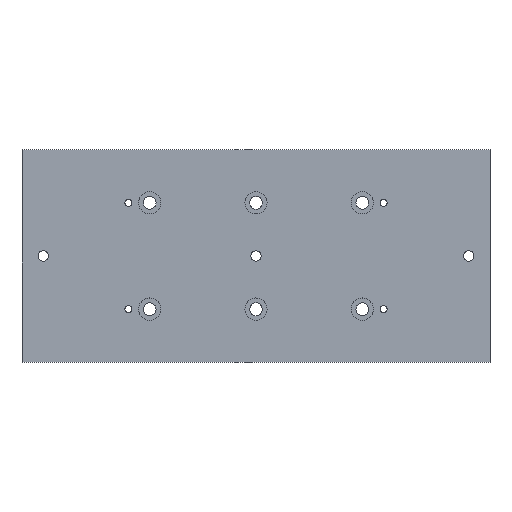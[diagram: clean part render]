
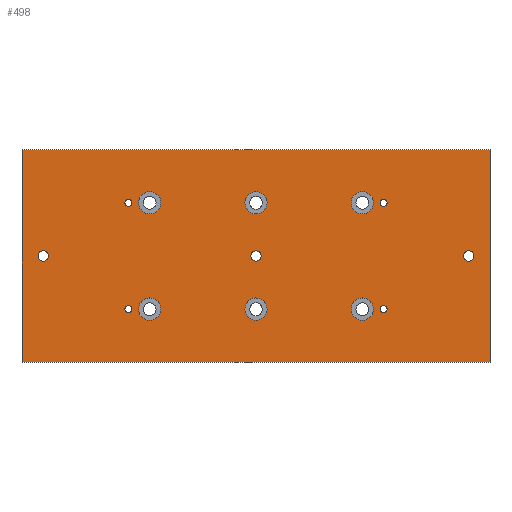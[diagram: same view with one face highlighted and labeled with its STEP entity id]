
A CAD part, top view. The second image highlights one B-rep face of the part: STEP entity #498.
In plain terms, the highlighted planar face has unit normal (0, 0, 1).
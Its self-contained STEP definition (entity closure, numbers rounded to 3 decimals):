
#17=LINE('',#831,#29);
#20=LINE('',#837,#32);
#23=LINE('',#843,#35);
#26=LINE('',#847,#38);
#29=VECTOR('',#702,100.);
#32=VECTOR('',#707,220.);
#35=VECTOR('',#712,100.);
#38=VECTOR('',#717,220.);
#96=FACE_BOUND('',#209,.T.);
#97=FACE_BOUND('',#210,.T.);
#98=FACE_BOUND('',#211,.T.);
#99=FACE_BOUND('',#212,.T.);
#100=FACE_BOUND('',#213,.T.);
#101=FACE_BOUND('',#214,.T.);
#102=FACE_BOUND('',#215,.T.);
#103=FACE_BOUND('',#216,.T.);
#104=FACE_BOUND('',#217,.T.);
#105=FACE_BOUND('',#218,.T.);
#106=FACE_BOUND('',#219,.T.);
#107=FACE_BOUND('',#220,.T.);
#108=FACE_BOUND('',#221,.T.);
#139=FACE_OUTER_BOUND('',#208,.T.);
#208=EDGE_LOOP('',(#439,#440,#441,#442));
#209=EDGE_LOOP('',(#443));
#210=EDGE_LOOP('',(#444));
#211=EDGE_LOOP('',(#445));
#212=EDGE_LOOP('',(#446));
#213=EDGE_LOOP('',(#447));
#214=EDGE_LOOP('',(#448));
#215=EDGE_LOOP('',(#449));
#216=EDGE_LOOP('',(#450));
#217=EDGE_LOOP('',(#451));
#218=EDGE_LOOP('',(#452));
#219=EDGE_LOOP('',(#453));
#220=EDGE_LOOP('',(#454));
#221=EDGE_LOOP('',(#455));
#224=CIRCLE('',#505,5.25);
#228=CIRCLE('',#512,5.25);
#232=CIRCLE('',#519,5.25);
#236=CIRCLE('',#526,5.25);
#240=CIRCLE('',#533,5.25);
#244=CIRCLE('',#540,5.25);
#247=CIRCLE('',#545,2.459);
#249=CIRCLE('',#548,2.459);
#251=CIRCLE('',#551,2.459);
#253=CIRCLE('',#554,1.621);
#255=CIRCLE('',#557,1.621);
#257=CIRCLE('',#560,1.621);
#259=CIRCLE('',#563,1.621);
#262=VERTEX_POINT('',#729);
#266=VERTEX_POINT('',#740);
#270=VERTEX_POINT('',#751);
#274=VERTEX_POINT('',#762);
#278=VERTEX_POINT('',#773);
#282=VERTEX_POINT('',#784);
#285=VERTEX_POINT('',#792);
#287=VERTEX_POINT('',#797);
#289=VERTEX_POINT('',#802);
#291=VERTEX_POINT('',#807);
#293=VERTEX_POINT('',#812);
#295=VERTEX_POINT('',#817);
#297=VERTEX_POINT('',#822);
#300=VERTEX_POINT('',#828);
#301=VERTEX_POINT('',#830);
#303=VERTEX_POINT('',#836);
#305=VERTEX_POINT('',#842);
#308=EDGE_CURVE('',#262,#262,#224,.T.);
#312=EDGE_CURVE('',#266,#266,#228,.T.);
#316=EDGE_CURVE('',#270,#270,#232,.T.);
#320=EDGE_CURVE('',#274,#274,#236,.T.);
#324=EDGE_CURVE('',#278,#278,#240,.T.);
#328=EDGE_CURVE('',#282,#282,#244,.T.);
#331=EDGE_CURVE('',#285,#285,#247,.T.);
#333=EDGE_CURVE('',#287,#287,#249,.T.);
#335=EDGE_CURVE('',#289,#289,#251,.T.);
#337=EDGE_CURVE('',#291,#291,#253,.T.);
#339=EDGE_CURVE('',#293,#293,#255,.T.);
#341=EDGE_CURVE('',#295,#295,#257,.T.);
#343=EDGE_CURVE('',#297,#297,#259,.T.);
#346=EDGE_CURVE('',#301,#300,#17,.T.);
#349=EDGE_CURVE('',#303,#301,#20,.T.);
#352=EDGE_CURVE('',#305,#303,#23,.T.);
#355=EDGE_CURVE('',#300,#305,#26,.T.);
#439=ORIENTED_EDGE('',*,*,#355,.T.);
#440=ORIENTED_EDGE('',*,*,#352,.T.);
#441=ORIENTED_EDGE('',*,*,#349,.T.);
#442=ORIENTED_EDGE('',*,*,#346,.T.);
#443=ORIENTED_EDGE('',*,*,#308,.T.);
#444=ORIENTED_EDGE('',*,*,#312,.T.);
#445=ORIENTED_EDGE('',*,*,#316,.T.);
#446=ORIENTED_EDGE('',*,*,#320,.T.);
#447=ORIENTED_EDGE('',*,*,#324,.T.);
#448=ORIENTED_EDGE('',*,*,#328,.T.);
#449=ORIENTED_EDGE('',*,*,#331,.T.);
#450=ORIENTED_EDGE('',*,*,#333,.T.);
#451=ORIENTED_EDGE('',*,*,#335,.T.);
#452=ORIENTED_EDGE('',*,*,#337,.T.);
#453=ORIENTED_EDGE('',*,*,#339,.T.);
#454=ORIENTED_EDGE('',*,*,#341,.T.);
#455=ORIENTED_EDGE('',*,*,#343,.T.);
#467=PLANE('',#569);
#498=ADVANCED_FACE('',(#139,#96,#97,#98,#99,#100,#101,#102,#103,#104,#105,
#106,#107,#108),#467,.T.);
#505=AXIS2_PLACEMENT_3D('',#730,#580,#581);
#512=AXIS2_PLACEMENT_3D('',#741,#594,#595);
#519=AXIS2_PLACEMENT_3D('',#752,#608,#609);
#526=AXIS2_PLACEMENT_3D('',#763,#622,#623);
#533=AXIS2_PLACEMENT_3D('',#774,#636,#637);
#540=AXIS2_PLACEMENT_3D('',#785,#650,#651);
#545=AXIS2_PLACEMENT_3D('',#793,#660,#661);
#548=AXIS2_PLACEMENT_3D('',#798,#666,#667);
#551=AXIS2_PLACEMENT_3D('',#803,#672,#673);
#554=AXIS2_PLACEMENT_3D('',#808,#678,#679);
#557=AXIS2_PLACEMENT_3D('',#813,#684,#685);
#560=AXIS2_PLACEMENT_3D('',#818,#690,#691);
#563=AXIS2_PLACEMENT_3D('',#823,#696,#697);
#569=AXIS2_PLACEMENT_3D('',#849,#720,#721);
#580=DIRECTION('center_axis',(0.,0.,-1.));
#581=DIRECTION('ref_axis',(1.,0.,0.));
#594=DIRECTION('center_axis',(0.,0.,-1.));
#595=DIRECTION('ref_axis',(1.,0.,0.));
#608=DIRECTION('center_axis',(0.,0.,-1.));
#609=DIRECTION('ref_axis',(1.,0.,0.));
#622=DIRECTION('center_axis',(0.,0.,-1.));
#623=DIRECTION('ref_axis',(1.,0.,0.));
#636=DIRECTION('center_axis',(0.,0.,-1.));
#637=DIRECTION('ref_axis',(1.,0.,0.));
#650=DIRECTION('center_axis',(0.,0.,-1.));
#651=DIRECTION('ref_axis',(1.,0.,0.));
#660=DIRECTION('center_axis',(0.,0.,-1.));
#661=DIRECTION('ref_axis',(1.,0.,0.));
#666=DIRECTION('center_axis',(0.,0.,-1.));
#667=DIRECTION('ref_axis',(1.,0.,0.));
#672=DIRECTION('center_axis',(0.,0.,-1.));
#673=DIRECTION('ref_axis',(1.,0.,0.));
#678=DIRECTION('center_axis',(0.,0.,-1.));
#679=DIRECTION('ref_axis',(1.,0.,0.));
#684=DIRECTION('center_axis',(0.,0.,-1.));
#685=DIRECTION('ref_axis',(1.,0.,0.));
#690=DIRECTION('center_axis',(0.,0.,-1.));
#691=DIRECTION('ref_axis',(1.,0.,0.));
#696=DIRECTION('center_axis',(0.,0.,-1.));
#697=DIRECTION('ref_axis',(1.,0.,0.));
#702=DIRECTION('',(0.,1.,0.));
#707=DIRECTION('',(1.,0.,0.));
#712=DIRECTION('',(0.,-1.,0.));
#717=DIRECTION('',(-1.,0.,0.));
#720=DIRECTION('center_axis',(0.,0.,1.));
#721=DIRECTION('ref_axis',(1.,0.,0.));
#729=CARTESIAN_POINT('',(5.25,-25.,12.5));
#730=CARTESIAN_POINT('Origin',(0.,-25.,12.5));
#740=CARTESIAN_POINT('',(55.25,25.,12.5));
#741=CARTESIAN_POINT('Origin',(50.,25.,12.5));
#751=CARTESIAN_POINT('',(-44.75,25.,12.5));
#752=CARTESIAN_POINT('Origin',(-50.,25.,12.5));
#762=CARTESIAN_POINT('',(5.25,25.,12.5));
#763=CARTESIAN_POINT('Origin',(0.,25.,12.5));
#773=CARTESIAN_POINT('',(-44.75,-25.,12.5));
#774=CARTESIAN_POINT('Origin',(-50.,-25.,12.5));
#784=CARTESIAN_POINT('',(55.25,-25.,12.5));
#785=CARTESIAN_POINT('Origin',(50.,-25.,12.5));
#792=CARTESIAN_POINT('',(102.459,0.,12.5));
#793=CARTESIAN_POINT('Origin',(100.,0.,12.5));
#797=CARTESIAN_POINT('',(-97.542,0.,12.5));
#798=CARTESIAN_POINT('Origin',(-100.,0.,12.5));
#802=CARTESIAN_POINT('',(2.459,0.,12.5));
#803=CARTESIAN_POINT('Origin',(0.,0.,12.5));
#807=CARTESIAN_POINT('',(61.621,-25.,12.5));
#808=CARTESIAN_POINT('Origin',(60.,-25.,12.5));
#812=CARTESIAN_POINT('',(-58.379,25.,12.5));
#813=CARTESIAN_POINT('Origin',(-60.,25.,12.5));
#817=CARTESIAN_POINT('',(-58.379,-25.,12.5));
#818=CARTESIAN_POINT('Origin',(-60.,-25.,12.5));
#822=CARTESIAN_POINT('',(61.621,25.,12.5));
#823=CARTESIAN_POINT('Origin',(60.,25.,12.5));
#828=CARTESIAN_POINT('',(110.,50.,12.5));
#830=CARTESIAN_POINT('',(110.,-50.,12.5));
#831=CARTESIAN_POINT('',(110.,50.,12.5));
#836=CARTESIAN_POINT('',(-110.,-50.,12.5));
#837=CARTESIAN_POINT('',(110.,-50.,12.5));
#842=CARTESIAN_POINT('',(-110.,50.,12.5));
#843=CARTESIAN_POINT('',(-110.,-50.,12.5));
#847=CARTESIAN_POINT('',(-110.,50.,12.5));
#849=CARTESIAN_POINT('Origin',(0.,0.,12.5));
